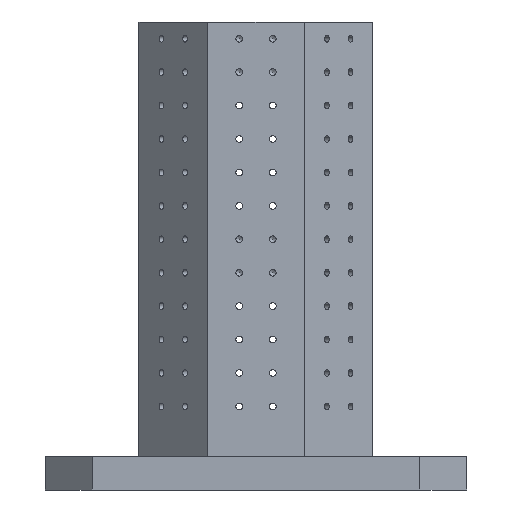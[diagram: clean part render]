
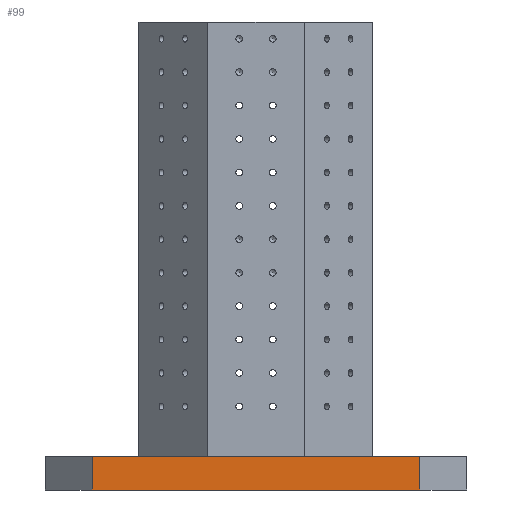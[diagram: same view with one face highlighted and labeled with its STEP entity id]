
A CAD part, left-side view. The second image highlights one B-rep face of the part: STEP entity #99.
In plain terms, the highlighted planar face has unit normal (-1, 0, 0).
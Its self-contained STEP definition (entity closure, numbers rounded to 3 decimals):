
#99 = ADVANCED_FACE( '', ( #737 ), #738, .F. );
#737 = FACE_OUTER_BOUND( '', #2192, .T. );
#738 = PLANE( '', #2193 );
#2192 = EDGE_LOOP( '', ( #3904, #3905, #3906, #3907 ) );
#2193 = AXIS2_PLACEMENT_3D( '', #3908, #3909, #3910 );
#3904 = ORIENTED_EDGE( '', *, *, #6606, .F. );
#3905 = ORIENTED_EDGE( '', *, *, #6607, .T. );
#3906 = ORIENTED_EDGE( '', *, *, #6466, .T. );
#3907 = ORIENTED_EDGE( '', *, *, #6199, .T. );
#3908 = CARTESIAN_POINT( '', ( -315., 315., 50. ) );
#3909 = DIRECTION( '', ( 1., 0., 0. ) );
#3910 = DIRECTION( '', ( 0., 1., 0. ) );
#6199 = EDGE_CURVE( '', #7041, #7038, #7042, .T. );
#6466 = EDGE_CURVE( '', #7555, #7041, #7556, .T. );
#6606 = EDGE_CURVE( '', #7815, #7038, #7816, .T. );
#6607 = EDGE_CURVE( '', #7815, #7555, #7817, .T. );
#7038 = VERTEX_POINT( '', #8498 );
#7041 = VERTEX_POINT( '', #8502 );
#7042 = LINE( '', #8503, #8504 );
#7555 = VERTEX_POINT( '', #9108 );
#7556 = LINE( '', #9109, #9110 );
#7815 = VERTEX_POINT( '', #9416 );
#7816 = LINE( '', #9417, #9418 );
#7817 = LINE( '', #9419, #9420 );
#8498 = CARTESIAN_POINT( '', ( -315., -245., 50. ) );
#8502 = CARTESIAN_POINT( '', ( -315., -245., 0. ) );
#8503 = CARTESIAN_POINT( '', ( -315., -245., 50. ) );
#8504 = VECTOR( '', #10195, 1000. );
#9108 = CARTESIAN_POINT( '', ( -315., 245., 0. ) );
#9109 = CARTESIAN_POINT( '', ( -315., 315., 0. ) );
#9110 = VECTOR( '', #10806, 1000. );
#9416 = CARTESIAN_POINT( '', ( -315., 245., 50. ) );
#9417 = CARTESIAN_POINT( '', ( -315., 315., 50. ) );
#9418 = VECTOR( '', #11130, 1000. );
#9419 = CARTESIAN_POINT( '', ( -315., 245., 50. ) );
#9420 = VECTOR( '', #11131, 1000. );
#10195 = DIRECTION( '', ( 0., 0., 1. ) );
#10806 = DIRECTION( '', ( 0., -1., 0. ) );
#11130 = DIRECTION( '', ( 0., -1., 0. ) );
#11131 = DIRECTION( '', ( 0., 0., -1. ) );
